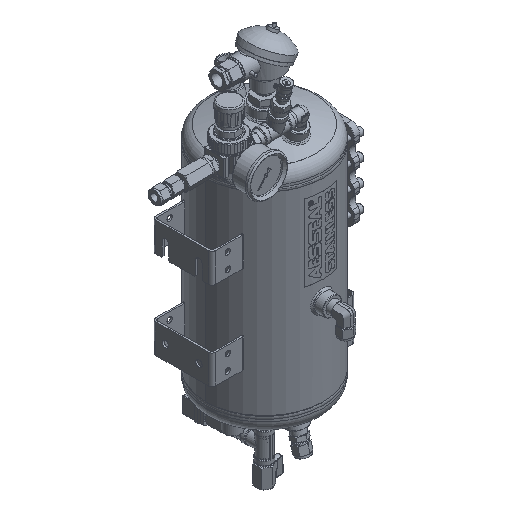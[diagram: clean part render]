
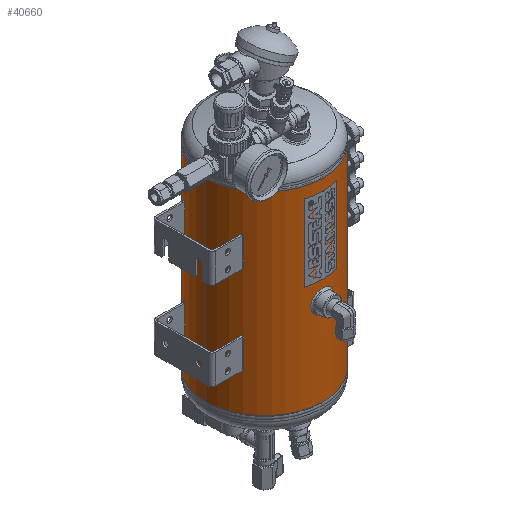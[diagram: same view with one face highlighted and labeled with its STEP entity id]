
A CAD part, isometric view. The second image highlights one B-rep face of the part: STEP entity #40660.
In plain terms, the highlighted cylindrical face has radius 100 mm (diameter 200 mm), a partial arc.
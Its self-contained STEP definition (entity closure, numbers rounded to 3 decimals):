
#2434=LINE('',#67208,#4778);
#2435=LINE('',#67213,#4779);
#2436=LINE('',#67217,#4780);
#2437=LINE('',#67221,#4781);
#4778=VECTOR('',#56791,1000.);
#4779=VECTOR('',#56794,1000.);
#4780=VECTOR('',#56797,1000.);
#4781=VECTOR('',#56800,1000.);
#7122=CIRCLE('',#52788,100.);
#7123=CIRCLE('',#52789,100.);
#7124=CIRCLE('',#52790,100.);
#7125=CIRCLE('',#52791,100.);
#8658=ORIENTED_EDGE('',*,*,#20742,.T.);
#8659=ORIENTED_EDGE('',*,*,#20743,.T.);
#8660=ORIENTED_EDGE('',*,*,#20744,.T.);
#8661=ORIENTED_EDGE('',*,*,#20745,.F.);
#8662=ORIENTED_EDGE('',*,*,#20746,.F.);
#8663=ORIENTED_EDGE('',*,*,#20747,.F.);
#8664=ORIENTED_EDGE('',*,*,#20748,.F.);
#8665=ORIENTED_EDGE('',*,*,#20749,.T.);
#8666=ORIENTED_EDGE('',*,*,#20750,.T.);
#8667=ORIENTED_EDGE('',*,*,#20751,.F.);
#8668=ORIENTED_EDGE('',*,*,#20752,.F.);
#20742=EDGE_CURVE('',#26784,#26784,#30997,.T.);
#20743=EDGE_CURVE('',#26785,#26785,#30998,.T.);
#20744=EDGE_CURVE('',#26786,#26786,#30999,.T.);
#20745=EDGE_CURVE('',#26787,#26788,#2434,.T.);
#20746=EDGE_CURVE('',#26789,#26787,#7122,.T.);
#20747=EDGE_CURVE('',#26790,#26789,#2435,.F.);
#20748=EDGE_CURVE('',#26791,#26790,#7123,.T.);
#20749=EDGE_CURVE('',#26791,#26792,#2436,.T.);
#20750=EDGE_CURVE('',#26792,#26793,#7124,.T.);
#20751=EDGE_CURVE('',#26794,#26793,#2437,.T.);
#20752=EDGE_CURVE('',#26788,#26794,#7125,.T.);
#26784=VERTEX_POINT('',#67183);
#26785=VERTEX_POINT('',#67195);
#26786=VERTEX_POINT('',#67207);
#26787=VERTEX_POINT('',#67209);
#26788=VERTEX_POINT('',#67210);
#26789=VERTEX_POINT('',#67212);
#26790=VERTEX_POINT('',#67214);
#26791=VERTEX_POINT('',#67216);
#26792=VERTEX_POINT('',#67218);
#26793=VERTEX_POINT('',#67220);
#26794=VERTEX_POINT('',#67222);
#30997=B_SPLINE_CURVE_WITH_KNOTS('',3,(#67164,#67165,#67166,#67167,#67168,
#67169,#67170,#67171,#67172,#67173,#67174,#67175,#67176,#67177,#67178,#67179,
#67180,#67181,#67182),.UNSPECIFIED.,.T.,.F.,(1,1,1,1,1,1,1,1,1,1,1,1,1,
1,1,1,1,1,1,1,1,1,1),(-0.018,-0.012,-0.006,
0.,0.006,0.012,0.018,0.023,
0.029,0.035,0.041,0.047,
0.053,0.059,0.065,0.07,
0.076,0.082,0.088,0.094,
0.1,0.106,0.112),.UNSPECIFIED.);
#30998=B_SPLINE_CURVE_WITH_KNOTS('',3,(#67184,#67185,#67186,#67187,#67188,
#67189,#67190,#67191,#67192,#67193,#67194),.UNSPECIFIED.,.T.,.F.,(1,1,1,
1,1,1,1,1,1,1,1,1,1,1,1),(-0.012,-0.008,-0.004,
0.,0.004,0.008,0.012,
0.016,0.02,0.023,0.027,
0.031,0.035,0.039,0.043),
 .UNSPECIFIED.);
#30999=B_SPLINE_CURVE_WITH_KNOTS('',3,(#67196,#67197,#67198,#67199,#67200,
#67201,#67202,#67203,#67204,#67205,#67206),.UNSPECIFIED.,.T.,.F.,(1,1,1,
1,1,1,1,1,1,1,1,1,1,1,1),(-0.012,-0.008,-0.004,
0.,0.004,0.008,0.012,
0.016,0.02,0.023,0.027,
0.031,0.035,0.039,0.043),
 .UNSPECIFIED.);
#33131=EDGE_LOOP('',(#8658));
#33132=EDGE_LOOP('',(#8659));
#33133=EDGE_LOOP('',(#8660));
#33134=EDGE_LOOP('',(#8661,#8662,#8663,#8664,#8665,#8666,#8667,#8668));
#36571=FACE_BOUND('',#33131,.T.);
#36572=FACE_BOUND('',#33132,.T.);
#36573=FACE_BOUND('',#33133,.T.);
#36574=FACE_BOUND('',#33134,.T.);
#40015=CYLINDRICAL_SURFACE('',#52787,100.);
#40660=ADVANCED_FACE('',(#36571,#36572,#36573,#36574),#40015,.T.);
#52787=AXIS2_PLACEMENT_3D('',#67163,#56789,#56790);
#52788=AXIS2_PLACEMENT_3D('',#67211,#56792,#56793);
#52789=AXIS2_PLACEMENT_3D('',#67215,#56795,#56796);
#52790=AXIS2_PLACEMENT_3D('',#67219,#56798,#56799);
#52791=AXIS2_PLACEMENT_3D('',#67223,#56801,#56802);
#56789=DIRECTION('',(0.,-1.,0.));
#56790=DIRECTION('',(0.,0.,-1.));
#56791=DIRECTION('',(0.,-1.,0.));
#56792=DIRECTION('',(0.,1.,0.));
#56793=DIRECTION('',(1.,0.,0.));
#56794=DIRECTION('',(0.,-1.,0.));
#56795=DIRECTION('',(0.,-1.,0.));
#56796=DIRECTION('',(1.,0.,0.));
#56797=DIRECTION('',(0.,-1.,0.));
#56798=DIRECTION('',(0.,1.,0.));
#56799=DIRECTION('',(1.,0.,0.));
#56800=DIRECTION('',(0.,-1.,0.));
#56801=DIRECTION('',(0.,-1.,0.));
#56802=DIRECTION('',(1.,0.,0.));
#67163=CARTESIAN_POINT('',(0.,330.,0.));
#67164=CARTESIAN_POINT('',(-98.994,187.429,14.208));
#67165=CARTESIAN_POINT('',(-98.806,181.503,15.395));
#67166=CARTESIAN_POINT('',(-98.993,175.608,14.214));
#67167=CARTESIAN_POINT('',(-99.436,170.625,10.88));
#67168=CARTESIAN_POINT('',(-99.878,167.295,5.9));
#67169=CARTESIAN_POINT('',(-100.061,166.117,0.009));
#67170=CARTESIAN_POINT('',(-99.879,167.288,-5.887));
#67171=CARTESIAN_POINT('',(-99.437,170.623,-10.879));
#67172=CARTESIAN_POINT('',(-98.992,175.61,-14.215));
#67173=CARTESIAN_POINT('',(-98.807,181.503,-15.391));
#67174=CARTESIAN_POINT('',(-98.992,187.396,-14.219));
#67175=CARTESIAN_POINT('',(-99.435,192.379,-10.892));
#67176=CARTESIAN_POINT('',(-99.877,195.718,-5.914));
#67177=CARTESIAN_POINT('',(-100.061,196.901,-0.013));
#67178=CARTESIAN_POINT('',(-99.878,195.728,5.889));
#67179=CARTESIAN_POINT('',(-99.437,192.395,10.874));
#67180=CARTESIAN_POINT('',(-98.994,187.429,14.208));
#67181=CARTESIAN_POINT('',(-98.806,181.503,15.395));
#67182=CARTESIAN_POINT('',(-98.993,175.608,14.214));
#67183=CARTESIAN_POINT('',(-98.869,181.508,15.));
#67184=CARTESIAN_POINT('',(3.922,158.915,-99.937));
#67185=CARTESIAN_POINT('',(-0.001,160.542,-100.031));
#67186=CARTESIAN_POINT('',(-3.918,158.916,-99.937));
#67187=CARTESIAN_POINT('',(-5.54,155.004,-99.844));
#67188=CARTESIAN_POINT('',(-3.921,151.083,-99.937));
#67189=CARTESIAN_POINT('',(-0.001,149.46,-100.031));
#67190=CARTESIAN_POINT('',(3.913,151.078,-99.938));
#67191=CARTESIAN_POINT('',(5.541,154.994,-99.844));
#67192=CARTESIAN_POINT('',(3.922,158.915,-99.937));
#67193=CARTESIAN_POINT('',(-0.001,160.542,-100.031));
#67194=CARTESIAN_POINT('',(-3.918,158.916,-99.937));
#67195=CARTESIAN_POINT('',(0.,160.,-100.));
#67196=CARTESIAN_POINT('',(3.922,48.915,-99.937));
#67197=CARTESIAN_POINT('',(-0.001,50.542,-100.031));
#67198=CARTESIAN_POINT('',(-3.918,48.916,-99.937));
#67199=CARTESIAN_POINT('',(-5.54,45.004,-99.844));
#67200=CARTESIAN_POINT('',(-3.921,41.083,-99.937));
#67201=CARTESIAN_POINT('',(-0.001,39.46,-100.031));
#67202=CARTESIAN_POINT('',(3.913,41.078,-99.938));
#67203=CARTESIAN_POINT('',(5.541,44.994,-99.844));
#67204=CARTESIAN_POINT('',(3.922,48.915,-99.937));
#67205=CARTESIAN_POINT('',(-0.001,50.542,-100.031));
#67206=CARTESIAN_POINT('',(-3.918,48.916,-99.937));
#67207=CARTESIAN_POINT('',(0.,50.,-100.));
#67208=CARTESIAN_POINT('',(-0.241,165.,100.));
#67209=CARTESIAN_POINT('',(-0.241,330.,100.));
#67210=CARTESIAN_POINT('',(-0.241,265.,100.));
#67211=CARTESIAN_POINT('',(0.,330.,0.));
#67212=CARTESIAN_POINT('',(0.241,330.,100.));
#67213=CARTESIAN_POINT('',(0.241,165.,100.));
#67214=CARTESIAN_POINT('',(0.241,265.,100.));
#67215=CARTESIAN_POINT('',(0.,265.,0.));
#67216=CARTESIAN_POINT('',(0.254,265.,100.));
#67217=CARTESIAN_POINT('',(0.254,265.,100.));
#67218=CARTESIAN_POINT('',(0.254,0.,100.));
#67219=CARTESIAN_POINT('',(0.,0.,0.));
#67220=CARTESIAN_POINT('',(-0.254,0.,100.));
#67221=CARTESIAN_POINT('',(-0.254,265.,100.));
#67222=CARTESIAN_POINT('',(-0.254,265.,100.));
#67223=CARTESIAN_POINT('',(0.,265.,0.));
